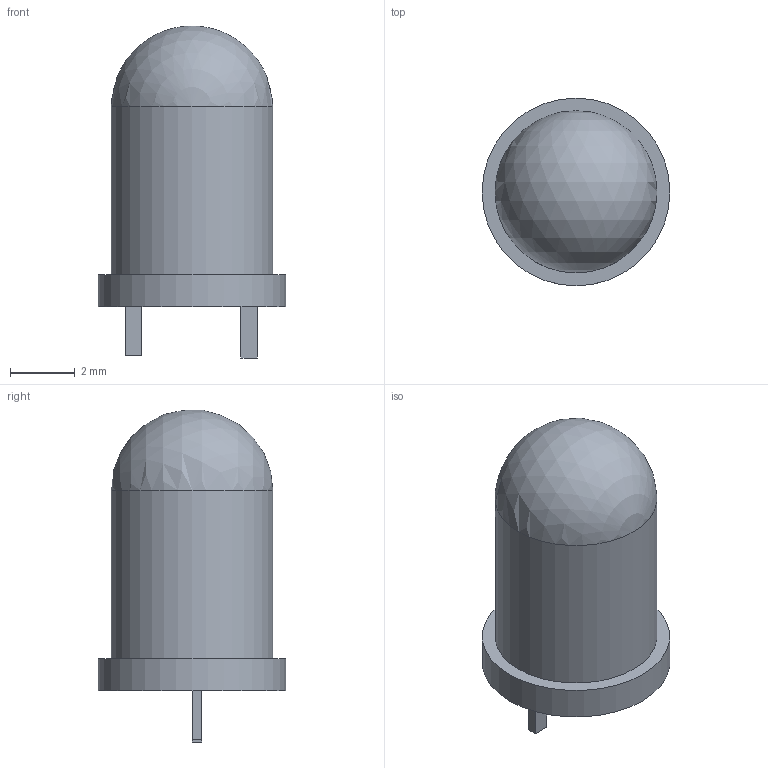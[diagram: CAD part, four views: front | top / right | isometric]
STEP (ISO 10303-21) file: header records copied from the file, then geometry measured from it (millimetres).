
FILE_DESCRIPTION(('FreeCAD Model'),'2;1');
FILE_NAME('Led.step','2014-09-28T18:47:22',( 'FreeCAD'),('FreeCAD'),'Open CASCADE STEP processor 6.7','FreeCAD', 'Unknown');
FILE_SCHEMA(('AUTOMOTIVE_DESIGN_CC2 { 1 2 10303 214 -1 1 5 4 }'));
Length unit declared in the file: millimetre
Products named in the file (3): Funda; Anodo; Catodo
Bounding box: 5.8 x 5.8 x 10.26 mm (x, y, z)
Volume: 164.1 mm3; surface area: 200 mm2
Topology: 3 solids, 3 shells, 25 faces, 58 edges, 38 vertices
Faces by surface type: plane 22, cylinder 2, sphere 1
Full cylindrical faces by diameter (mm): 5 x1, 5.8 x1
Entity records: 1478 total; most frequent: CARTESIAN_POINT 232, DIRECTION 226, LINE 159, VECTOR 159, ORIENTED_EDGE 112, PCURVE 112, DEFINITIONAL_REPRESENTATION 112, EDGE_CURVE 56
